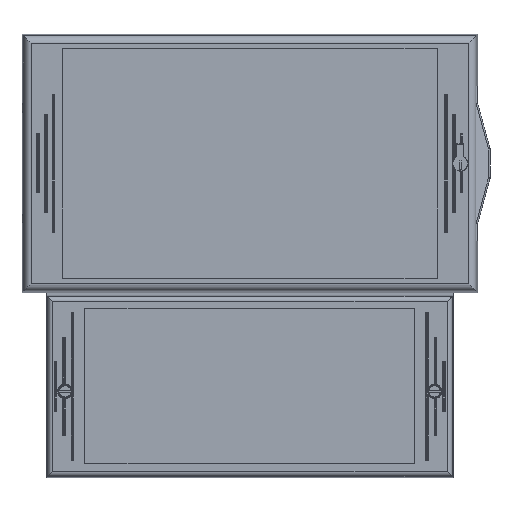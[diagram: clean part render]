
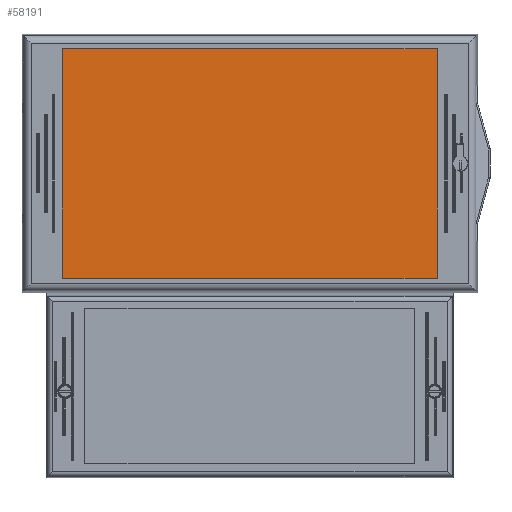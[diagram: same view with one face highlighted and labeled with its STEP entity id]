
A CAD part, top view. The second image highlights one B-rep face of the part: STEP entity #58191.
In plain terms, the highlighted planar face has unit normal (0, 0, 1).
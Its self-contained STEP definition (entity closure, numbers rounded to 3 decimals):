
#58089=CARTESIAN_POINT('',(-69.962,150.423,16.5));
#58090=VERTEX_POINT('',#58089);
#58091=CARTESIAN_POINT('',(-69.962,57.24,16.5));
#58092=VERTEX_POINT('',#58091);
#58093=CARTESIAN_POINT('',(-69.962,150.423,16.5));
#58094=DIRECTION('',(0.0,-1.0,0.0));
#58095=VECTOR('',#58094,93.183);
#58096=LINE('',#58093,#58095);
#58097=EDGE_CURVE('',#58090,#58092,#58096,.T.);
#58120=CARTESIAN_POINT('',(82.02,57.24,16.5));
#58121=VERTEX_POINT('',#58120);
#58122=CARTESIAN_POINT('',(-69.962,57.24,16.5));
#58123=DIRECTION('',(1.0,0.0,0.0));
#58124=VECTOR('',#58123,151.983);
#58125=LINE('',#58122,#58124);
#58126=EDGE_CURVE('',#58092,#58121,#58125,.T.);
#58144=CARTESIAN_POINT('',(82.02,150.423,16.5));
#58145=VERTEX_POINT('',#58144);
#58146=CARTESIAN_POINT('',(82.02,57.24,16.5));
#58147=DIRECTION('',(0.0,1.0,0.0));
#58148=VECTOR('',#58147,93.183);
#58149=LINE('',#58146,#58148);
#58150=EDGE_CURVE('',#58121,#58145,#58149,.T.);
#58168=CARTESIAN_POINT('',(82.02,150.423,16.5));
#58169=DIRECTION('',(-1.0,0.0,0.0));
#58170=VECTOR('',#58169,151.983);
#58171=LINE('',#58168,#58170);
#58172=EDGE_CURVE('',#58145,#58090,#58171,.T.);
#58180=CARTESIAN_POINT('',(6.029,103.832,16.5));
#58181=DIRECTION('',(0.0,0.0,1.0));
#58182=DIRECTION('',(1.0,0.0,0.0));
#58183=AXIS2_PLACEMENT_3D('',#58180,#58181,#58182);
#58184=PLANE('',#58183);
#58185=ORIENTED_EDGE('',*,*,#58097,.T.);
#58186=ORIENTED_EDGE('',*,*,#58126,.T.);
#58187=ORIENTED_EDGE('',*,*,#58150,.T.);
#58188=ORIENTED_EDGE('',*,*,#58172,.T.);
#58189=EDGE_LOOP('',(#58185,#58186,#58187,#58188));
#58190=FACE_OUTER_BOUND('',#58189,.T.);
#58191=ADVANCED_FACE('',(#58190),#58184,.T.);
